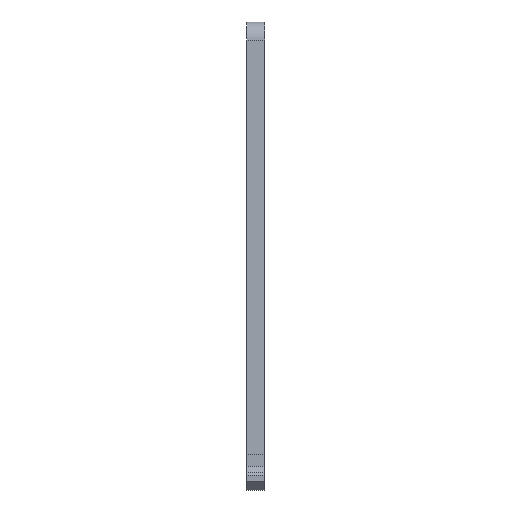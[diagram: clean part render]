
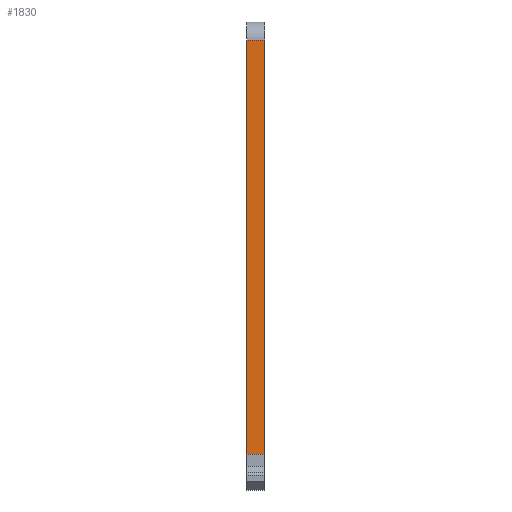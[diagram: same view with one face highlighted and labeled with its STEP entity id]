
A CAD part, front view. The second image highlights one B-rep face of the part: STEP entity #1830.
In plain terms, the highlighted planar face has unit normal (0, -1, 0).
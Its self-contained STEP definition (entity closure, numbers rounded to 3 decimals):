
#227 = VERTEX_POINT ( 'NONE', #899 ) ;
#526 = EDGE_CURVE ( 'NONE', #1967, #227, #2236, .T. ) ;
#537 = EDGE_CURVE ( 'NONE', #1518, #227, #2152, .T. ) ;
#541 = EDGE_CURVE ( 'NONE', #1518, #2232, #2186, .T. ) ;
#543 = EDGE_CURVE ( 'NONE', #2232, #1967, #2116, .T. ) ;
#699 = EDGE_LOOP ( 'NONE', ( #1782, #1807, #2004, #2035 ) ) ;
#873 = CARTESIAN_POINT ( 'NONE',  ( -12., 0., 69. ) ) ;
#899 = CARTESIAN_POINT ( 'NONE',  ( -9., 0., 0. ) ) ;
#972 = FACE_OUTER_BOUND ( 'NONE', #699, .T. ) ;
#1072 = CARTESIAN_POINT ( 'NONE',  ( -12., 0., 0. ) ) ;
#1179 = DIRECTION ( 'NONE',  ( 0., 0., -1. ) ) ;
#1183 = PLANE ( 'NONE',  #2219 ) ;
#1187 = CARTESIAN_POINT ( 'NONE',  ( -12., 0., 0. ) ) ;
#1198 = DIRECTION ( 'NONE',  ( 0., -1., 0. ) ) ;
#1444 = CARTESIAN_POINT ( 'NONE',  ( -9., 0., 69. ) ) ;
#1518 = VERTEX_POINT ( 'NONE', #1444 ) ;
#1782 = ORIENTED_EDGE ( 'NONE', *, *, #537, .F. ) ;
#1807 = ORIENTED_EDGE ( 'NONE', *, *, #541, .T. ) ;
#1830 = ADVANCED_FACE ( 'NONE', ( #972 ), #1183, .T. ) ;
#1967 = VERTEX_POINT ( 'NONE', #1072 ) ;
#2004 = ORIENTED_EDGE ( 'NONE', *, *, #543, .T. ) ;
#2032 = VECTOR ( 'NONE', #2067, 1000. ) ;
#2035 = ORIENTED_EDGE ( 'NONE', *, *, #526, .T. ) ;
#2067 = DIRECTION ( 'NONE',  ( 0., 0., -1. ) ) ;
#2089 = VECTOR ( 'NONE', #2104, 1000. ) ;
#2094 = VECTOR ( 'NONE', #2124, 1000. ) ;
#2098 = CARTESIAN_POINT ( 'NONE',  ( -12., 0., 69. ) ) ;
#2104 = DIRECTION ( 'NONE',  ( 0., 0., -1. ) ) ;
#2111 = CARTESIAN_POINT ( 'NONE',  ( -12., 0., 0. ) ) ;
#2116 = LINE ( 'NONE', #2111, #2032 ) ;
#2121 = CARTESIAN_POINT ( 'NONE',  ( -9., 0., 0. ) ) ;
#2124 = DIRECTION ( 'NONE',  ( -1., 0., 0. ) ) ;
#2145 = DIRECTION ( 'NONE',  ( 1., 0., 0. ) ) ;
#2152 = LINE ( 'NONE', #2121, #2089 ) ;
#2163 = CARTESIAN_POINT ( 'NONE',  ( -12., 0., 0. ) ) ;
#2186 = LINE ( 'NONE', #2098, #2094 ) ;
#2211 = VECTOR ( 'NONE', #2145, 1000. ) ;
#2219 = AXIS2_PLACEMENT_3D ( 'NONE', #1187, #1198, #1179 ) ;
#2232 = VERTEX_POINT ( 'NONE', #873 ) ;
#2236 = LINE ( 'NONE', #2163, #2211 ) ;
